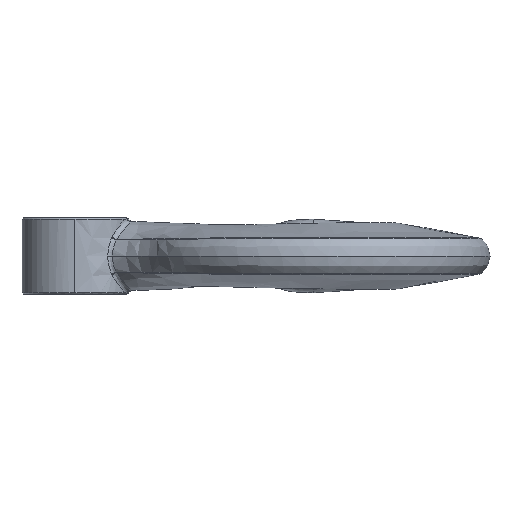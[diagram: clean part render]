
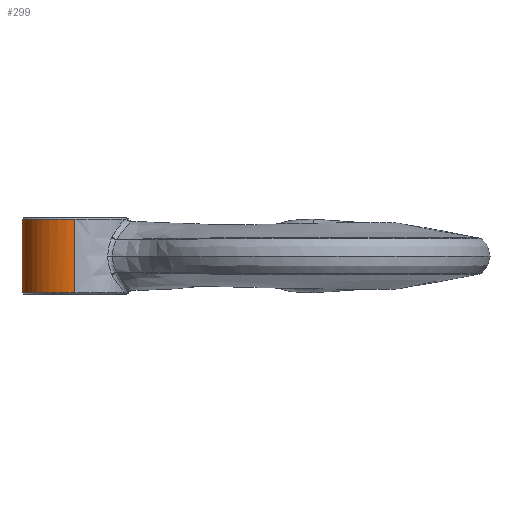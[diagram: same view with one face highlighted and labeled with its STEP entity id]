
A CAD part, left-side view. The second image highlights one B-rep face of the part: STEP entity #299.
In plain terms, the highlighted free-form (B-spline) face has degree [2, 1] with [5, 2] control points.
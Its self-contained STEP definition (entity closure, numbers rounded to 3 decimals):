
#82 = VERTEX_POINT('',#83);
#83 = CARTESIAN_POINT('',(47.054,222.373,
    34.317));
#88 = EDGE_CURVE('',#89,#82,#91,.T.);
#89 = VERTEX_POINT('',#90);
#90 = CARTESIAN_POINT('',(-51.779,222.373,34.317
    ));
#91 = ( BOUNDED_CURVE() B_SPLINE_CURVE(2,(#92,#93,#94,#95,#96),
.UNSPECIFIED.,.F.,.F.) B_SPLINE_CURVE_WITH_KNOTS((3,2,3),(3.142,
4.712,6.283),.PIECEWISE_BEZIER_KNOTS.) CURVE() 
GEOMETRIC_REPRESENTATION_ITEM() RATIONAL_B_SPLINE_CURVE((1.,
0.707,1.,0.707,1.)) REPRESENTATION_ITEM('') );
#92 = CARTESIAN_POINT('',(-51.779,222.373,34.317
    ));
#93 = CARTESIAN_POINT('',(-51.779,271.789,34.317
    ));
#94 = CARTESIAN_POINT('',(-2.363,271.789,
    34.317));
#95 = CARTESIAN_POINT('',(47.054,271.789,
    34.317));
#96 = CARTESIAN_POINT('',(47.054,222.373,
    34.317));
#210 = VERTEX_POINT('',#211);
#211 = CARTESIAN_POINT('',(-51.779,222.373,
    -34.317));
#216 = EDGE_CURVE('',#217,#210,#219,.T.);
#217 = VERTEX_POINT('',#218);
#218 = CARTESIAN_POINT('',(47.054,222.373,
    -34.317));
#219 = ( BOUNDED_CURVE() B_SPLINE_CURVE(2,(#220,#221,#222,#223,#224),
.UNSPECIFIED.,.F.,.F.) B_SPLINE_CURVE_WITH_KNOTS((3,2,3),(0.,
1.571,3.142),.PIECEWISE_BEZIER_KNOTS.) CURVE() 
GEOMETRIC_REPRESENTATION_ITEM() RATIONAL_B_SPLINE_CURVE((1.,
0.707,1.,0.707,1.)) REPRESENTATION_ITEM('') );
#220 = CARTESIAN_POINT('',(47.054,222.373,
    -34.317));
#221 = CARTESIAN_POINT('',(47.054,271.789,
    -34.317));
#222 = CARTESIAN_POINT('',(-2.363,271.789,
    -34.317));
#223 = CARTESIAN_POINT('',(-51.779,271.789,
    -34.317));
#224 = CARTESIAN_POINT('',(-51.779,222.373,
    -34.317));
#299 = ADVANCED_FACE('',(#300),#314,.T.);
#300 = FACE_BOUND('',#301,.T.);
#301 = EDGE_LOOP('',(#302,#303,#308,#309));
#302 = ORIENTED_EDGE('',*,*,#88,.T.);
#303 = ORIENTED_EDGE('',*,*,#304,.T.);
#304 = EDGE_CURVE('',#82,#217,#305,.T.);
#305 = B_SPLINE_CURVE_WITH_KNOTS('',1,(#306,#307),.UNSPECIFIED.,.F.,.F.,
  (2,2),(1.,51.),.PIECEWISE_BEZIER_KNOTS.);
#306 = CARTESIAN_POINT('',(47.054,222.373,
    34.317));
#307 = CARTESIAN_POINT('',(47.054,222.373,
    -34.317));
#308 = ORIENTED_EDGE('',*,*,#216,.T.);
#309 = ORIENTED_EDGE('',*,*,#310,.F.);
#310 = EDGE_CURVE('',#89,#210,#311,.T.);
#311 = B_SPLINE_CURVE_WITH_KNOTS('',1,(#312,#313),.UNSPECIFIED.,.F.,.F.,
  (2,2),(1.,51.),.PIECEWISE_BEZIER_KNOTS.);
#312 = CARTESIAN_POINT('',(-51.779,222.373,
    34.317));
#313 = CARTESIAN_POINT('',(-51.779,222.373,
    -34.317));
#314 = ( BOUNDED_SURFACE() B_SPLINE_SURFACE(2,1,(
    (#315,#316)
    ,(#317,#318)
    ,(#319,#320)
    ,(#321,#322)
,(#323,#324
    )),.UNSPECIFIED.,.F.,.F.,.F.) B_SPLINE_SURFACE_WITH_KNOTS((3,2,3),(2
    ,2),(0.,1.571,3.142),(1.,51.),
.PIECEWISE_BEZIER_KNOTS.) GEOMETRIC_REPRESENTATION_ITEM() 
RATIONAL_B_SPLINE_SURFACE((
    (1.,1.)
    ,(0.707,0.707)
    ,(1.,1.)
    ,(0.707,0.707)
,(1.,1.))) REPRESENTATION_ITEM('') SURFACE() );
#315 = CARTESIAN_POINT('',(-51.779,222.373,
    34.317));
#316 = CARTESIAN_POINT('',(-51.779,222.373,
    -34.317));
#317 = CARTESIAN_POINT('',(-51.779,271.789,
    34.317));
#318 = CARTESIAN_POINT('',(-51.779,271.789,
    -34.317));
#319 = CARTESIAN_POINT('',(-2.363,271.789,
    34.317));
#320 = CARTESIAN_POINT('',(-2.363,271.789,
    -34.317));
#321 = CARTESIAN_POINT('',(47.054,271.789,
    34.317));
#322 = CARTESIAN_POINT('',(47.054,271.789,
    -34.317));
#323 = CARTESIAN_POINT('',(47.054,222.373,
    34.317));
#324 = CARTESIAN_POINT('',(47.054,222.373,
    -34.317));
